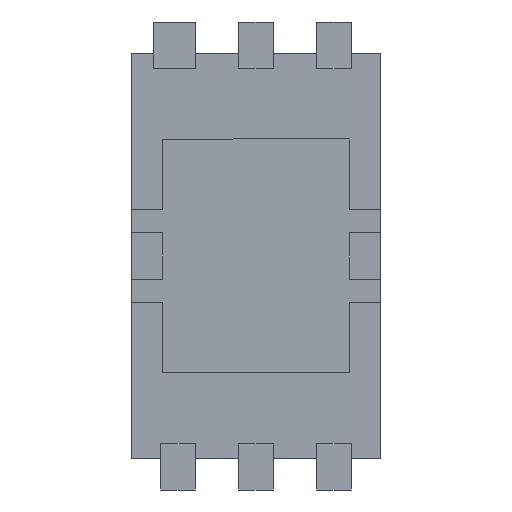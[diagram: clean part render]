
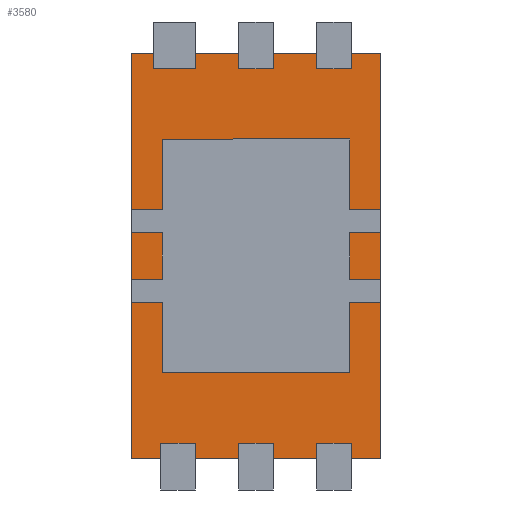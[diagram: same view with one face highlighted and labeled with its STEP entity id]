
A CAD part, front view. The second image highlights one B-rep face of the part: STEP entity #3580.
In plain terms, the highlighted planar face has unit normal (0, -1, 0).
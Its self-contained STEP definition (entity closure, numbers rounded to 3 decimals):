
#425 = LINE ( 'NONE', #1147, #3049 ) ;
#644 = EDGE_CURVE ( 'NONE', #5014, #1680, #1210, .T. ) ;
#855 = LINE ( 'NONE', #2439, #1945 ) ;
#1147 = CARTESIAN_POINT ( 'NONE',  ( 0.8, 0., 1.3 ) ) ;
#1196 = EDGE_CURVE ( 'NONE', #4115, #1680, #855, .T. ) ;
#1210 = LINE ( 'NONE', #2005, #4804 ) ;
#1429 = VERTEX_POINT ( 'NONE', #4487 ) ;
#1455 = ORIENTED_EDGE ( 'NONE', *, *, #4665, .T. ) ;
#1633 = ORIENTED_EDGE ( 'NONE', *, *, #1196, .F. ) ;
#1680 = VERTEX_POINT ( 'NONE', #3690 ) ;
#1682 = DIRECTION ( 'NONE',  ( 0., 0., -1. ) ) ;
#1945 = VECTOR ( 'NONE', #3289, 1000. ) ;
#1990 = AXIS2_PLACEMENT_3D ( 'NONE', #4118, #4925, #3761 ) ;
#2005 = CARTESIAN_POINT ( 'NONE',  ( -0.8, 0., 1.3 ) ) ;
#2095 = PLANE ( 'NONE',  #1990 ) ;
#2260 = LINE ( 'NONE', #3510, #5316 ) ;
#2439 = CARTESIAN_POINT ( 'NONE',  ( 0.8, 0., -1.3 ) ) ;
#3049 = VECTOR ( 'NONE', #3636, 1000. ) ;
#3085 = DIRECTION ( 'NONE',  ( -1., 0., 0. ) ) ;
#3257 = CARTESIAN_POINT ( 'NONE',  ( -0.8, 0., 1.3 ) ) ;
#3289 = DIRECTION ( 'NONE',  ( -1., 0., 0. ) ) ;
#3401 = EDGE_CURVE ( 'NONE', #1429, #4115, #425, .T. ) ;
#3510 = CARTESIAN_POINT ( 'NONE',  ( 0.8, 0., 1.3 ) ) ;
#3580 = ADVANCED_FACE ( 'NONE', ( #4534 ), #2095, .F. ) ;
#3581 = CARTESIAN_POINT ( 'NONE',  ( 0.8, 0., -1.3 ) ) ;
#3636 = DIRECTION ( 'NONE',  ( 0., 0., -1. ) ) ;
#3690 = CARTESIAN_POINT ( 'NONE',  ( -0.8, 0., -1.3 ) ) ;
#3761 = DIRECTION ( 'NONE',  ( 0., 0., 1. ) ) ;
#4115 = VERTEX_POINT ( 'NONE', #3581 ) ;
#4118 = CARTESIAN_POINT ( 'NONE',  ( 0.8, 0., 1.3 ) ) ;
#4241 = ORIENTED_EDGE ( 'NONE', *, *, #644, .T. ) ;
#4487 = CARTESIAN_POINT ( 'NONE',  ( 0.8, 0., 1.3 ) ) ;
#4534 = FACE_OUTER_BOUND ( 'NONE', #5240, .T. ) ;
#4665 = EDGE_CURVE ( 'NONE', #1429, #5014, #2260, .T. ) ;
#4804 = VECTOR ( 'NONE', #1682, 1000. ) ;
#4925 = DIRECTION ( 'NONE',  ( 0., 1., 0. ) ) ;
#4968 = ORIENTED_EDGE ( 'NONE', *, *, #3401, .F. ) ;
#5014 = VERTEX_POINT ( 'NONE', #3257 ) ;
#5240 = EDGE_LOOP ( 'NONE', ( #4241, #1633, #4968, #1455 ) ) ;
#5316 = VECTOR ( 'NONE', #3085, 1000. ) ;
